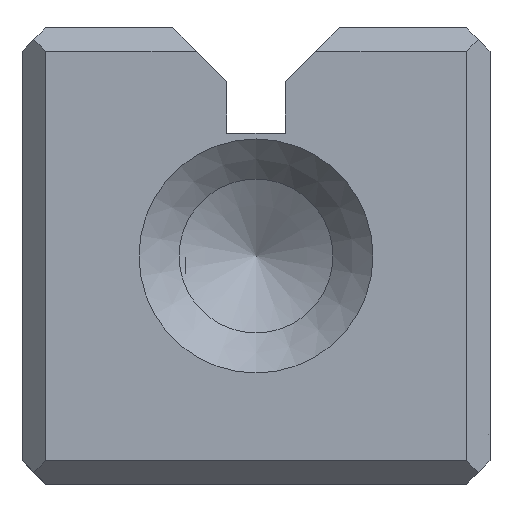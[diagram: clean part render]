
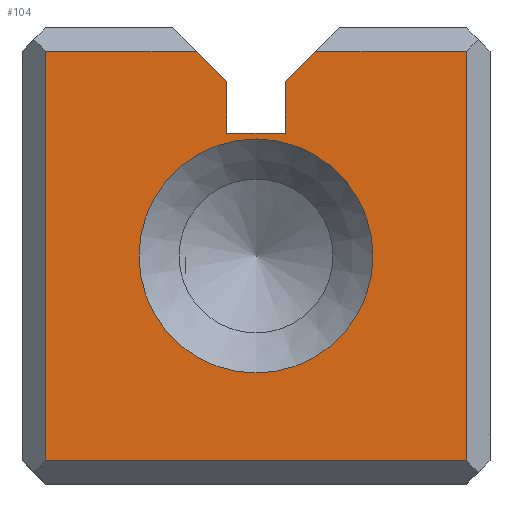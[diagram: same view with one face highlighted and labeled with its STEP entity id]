
A CAD part, front view. The second image highlights one B-rep face of the part: STEP entity #104.
In plain terms, the highlighted planar face has unit normal (0, -1, 0).
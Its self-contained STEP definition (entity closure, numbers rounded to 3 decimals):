
#48=CIRCLE('',#727,1.);
#64=FACE_BOUND('',#194,.T.);
#65=FACE_BOUND('',#195,.T.);
#104=ADVANCED_FACE('',(#64,#65),#144,.T.);
#144=PLANE('',#728);
#194=EDGE_LOOP('',(#258,#259,#260,#261,#262,#263,#264,#265,#266,#267));
#195=EDGE_LOOP('',(#268));
#258=ORIENTED_EDGE('',*,*,#500,.T.);
#259=ORIENTED_EDGE('',*,*,#501,.F.);
#260=ORIENTED_EDGE('',*,*,#502,.F.);
#261=ORIENTED_EDGE('',*,*,#503,.F.);
#262=ORIENTED_EDGE('',*,*,#504,.T.);
#263=ORIENTED_EDGE('',*,*,#505,.T.);
#264=ORIENTED_EDGE('',*,*,#506,.T.);
#265=ORIENTED_EDGE('',*,*,#507,.T.);
#266=ORIENTED_EDGE('',*,*,#508,.T.);
#267=ORIENTED_EDGE('',*,*,#509,.F.);
#268=ORIENTED_EDGE('',*,*,#510,.T.);
#434=VERTEX_POINT('',#987);
#435=VERTEX_POINT('',#988);
#436=VERTEX_POINT('',#990);
#437=VERTEX_POINT('',#992);
#438=VERTEX_POINT('',#994);
#439=VERTEX_POINT('',#996);
#440=VERTEX_POINT('',#998);
#441=VERTEX_POINT('',#1000);
#442=VERTEX_POINT('',#1002);
#443=VERTEX_POINT('',#1004);
#444=VERTEX_POINT('',#1007);
#500=EDGE_CURVE('',#434,#435,#588,.T.);
#501=EDGE_CURVE('',#436,#435,#589,.T.);
#502=EDGE_CURVE('',#437,#436,#590,.T.);
#503=EDGE_CURVE('',#438,#437,#591,.T.);
#504=EDGE_CURVE('',#438,#439,#592,.T.);
#505=EDGE_CURVE('',#439,#440,#593,.T.);
#506=EDGE_CURVE('',#440,#441,#594,.T.);
#507=EDGE_CURVE('',#441,#442,#595,.T.);
#508=EDGE_CURVE('',#442,#443,#596,.T.);
#509=EDGE_CURVE('',#434,#443,#597,.T.);
#510=EDGE_CURVE('',#444,#444,#48,.T.);
#588=LINE('',#986,#660);
#589=LINE('',#989,#661);
#590=LINE('',#991,#662);
#591=LINE('',#993,#663);
#592=LINE('',#995,#664);
#593=LINE('',#997,#665);
#594=LINE('',#999,#666);
#595=LINE('',#1001,#667);
#596=LINE('',#1003,#668);
#597=LINE('',#1005,#669);
#660=VECTOR('',#795,1.);
#661=VECTOR('',#796,1.);
#662=VECTOR('',#797,1.);
#663=VECTOR('',#798,1.);
#664=VECTOR('',#799,1.);
#665=VECTOR('',#800,1.);
#666=VECTOR('',#801,1.);
#667=VECTOR('',#802,1.);
#668=VECTOR('',#803,1.);
#669=VECTOR('',#804,1.);
#727=AXIS2_PLACEMENT_3D('',#1006,#805,#806);
#728=AXIS2_PLACEMENT_3D('',#1008,#807,#808);
#795=DIRECTION('',(0.,0.,-1.));
#796=DIRECTION('',(1.,0.,0.));
#797=DIRECTION('',(0.,0.,-1.));
#798=DIRECTION('',(0.707,0.,-0.707));
#799=DIRECTION('',(-1.,0.,0.));
#800=DIRECTION('',(0.,0.,-1.));
#801=DIRECTION('',(1.,0.,0.));
#802=DIRECTION('',(0.,0.,1.));
#803=DIRECTION('',(-1.,0.,0.));
#804=DIRECTION('',(0.707,0.,0.707));
#805=DIRECTION('',(0.,1.,0.));
#806=DIRECTION('',(0.,0.,1.));
#807=DIRECTION('',(0.,-1.,0.));
#808=DIRECTION('',(0.,0.,-1.));
#986=CARTESIAN_POINT('',(2.25,0.,3.));
#987=CARTESIAN_POINT('',(2.25,0.,3.439));
#988=CARTESIAN_POINT('',(2.25,0.,3.));
#989=CARTESIAN_POINT('',(1.75,0.,3.));
#990=CARTESIAN_POINT('',(1.75,0.,3.));
#991=CARTESIAN_POINT('',(1.75,0.,3.));
#992=CARTESIAN_POINT('',(1.75,0.,3.439));
#993=CARTESIAN_POINT('',(1.289,0.,3.9));
#994=CARTESIAN_POINT('',(1.489,0.,3.7));
#995=CARTESIAN_POINT('',(2.,0.,3.7));
#996=CARTESIAN_POINT('',(0.2,0.,3.7));
#997=CARTESIAN_POINT('',(0.2,0.,0.));
#998=CARTESIAN_POINT('',(0.2,0.,0.2));
#999=CARTESIAN_POINT('',(2.,0.,0.2));
#1000=CARTESIAN_POINT('',(3.8,0.,0.2));
#1001=CARTESIAN_POINT('',(3.8,0.,0.));
#1002=CARTESIAN_POINT('',(3.8,0.,3.7));
#1003=CARTESIAN_POINT('',(2.,0.,3.7));
#1004=CARTESIAN_POINT('',(2.511,0.,3.7));
#1005=CARTESIAN_POINT('',(2.,0.,3.189));
#1006=CARTESIAN_POINT('',(2.,0.,1.95));
#1007=CARTESIAN_POINT('',(2.,0.,2.95));
#1008=CARTESIAN_POINT('',(2.,0.,0.));
